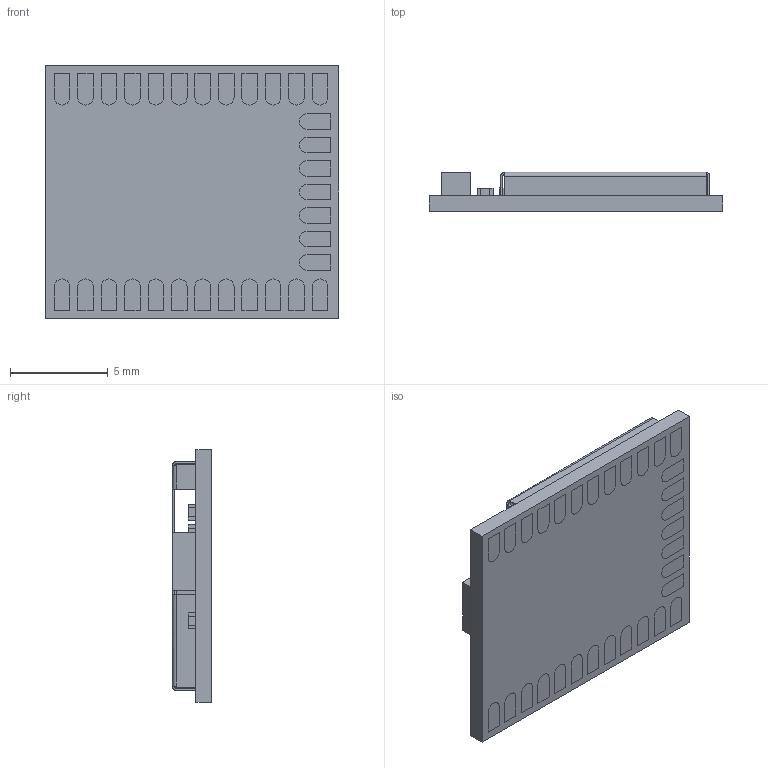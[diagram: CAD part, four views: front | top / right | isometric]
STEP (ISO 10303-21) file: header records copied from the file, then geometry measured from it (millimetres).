
FILE_DESCRIPTION (( 'STEP AP214' ), '1' );
FILE_NAME ('MGM111A256V2.STEP', '2018-06-29T08:10:58', ( '' ), ( '' ), 'SwSTEP 2.0', 'SolidWorks 2017', '' );
FILE_SCHEMA (( 'AUTOMOTIVE_DESIGN' ));
Length unit declared in the file: millimetre
Products named in the file (1): MGM111A256V2
Bounding box: 15 x 2 x 12.9 mm (x, y, z)
Volume: 176.6 mm3; surface area: 915.6 mm2
Topology: 52 solids, 52 shells, 539 faces, 1172 edges, 768 vertices
Faces by surface type: plane 433, cylinder 98, bspline 8
Entity records: 15287 total; most frequent: CARTESIAN_POINT 2824, DIRECTION 2400, ORIENTED_EDGE 2344, EDGE_CURVE 1172, VECTOR 976, LINE 976, VERTEX_POINT 768, AXIS2_PLACEMENT_3D 712
